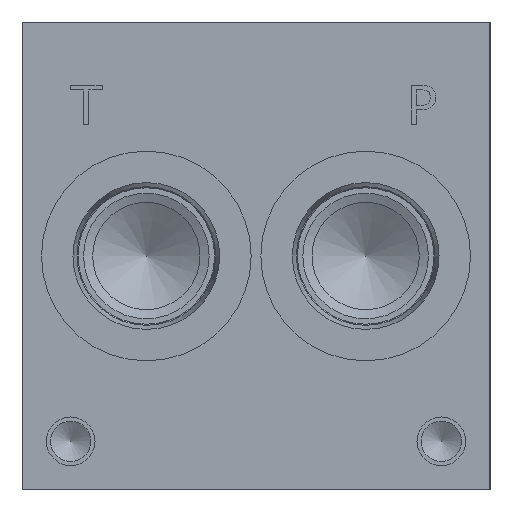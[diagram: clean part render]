
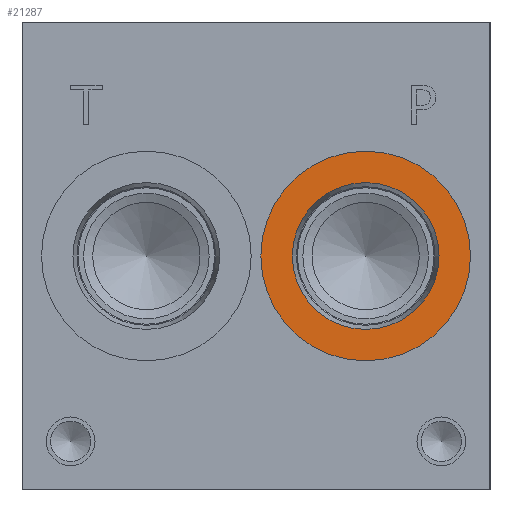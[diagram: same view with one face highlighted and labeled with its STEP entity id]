
A CAD part, left-side view. The second image highlights one B-rep face of the part: STEP entity #21287.
In plain terms, the highlighted planar face has unit normal (-1, 0, 0).
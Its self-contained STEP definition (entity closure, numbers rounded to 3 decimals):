
#708=CIRCLE('',#22551,17.069);
#709=CIRCLE('',#22552,17.069);
#710=CIRCLE('',#22554,11.951);
#711=CIRCLE('',#22555,11.951);
#1214=FACE_BOUND('',#4037,.T.);
#1827=PLANE('',#22553);
#2779=FACE_OUTER_BOUND('',#4036,.T.);
#4036=EDGE_LOOP('',(#18349,#18350));
#4037=EDGE_LOOP('',(#18351,#18352));
#10060=VERTEX_POINT('',#36186);
#10061=VERTEX_POINT('',#36188);
#10062=VERTEX_POINT('',#36192);
#10063=VERTEX_POINT('',#36193);
#12941=EDGE_CURVE('',#10060,#10061,#708,.T.);
#12942=EDGE_CURVE('',#10061,#10060,#709,.T.);
#12943=EDGE_CURVE('',#10062,#10063,#710,.T.);
#12944=EDGE_CURVE('',#10063,#10062,#711,.T.);
#18349=ORIENTED_EDGE('',*,*,#12942,.F.);
#18350=ORIENTED_EDGE('',*,*,#12941,.F.);
#18351=ORIENTED_EDGE('',*,*,#12943,.T.);
#18352=ORIENTED_EDGE('',*,*,#12944,.T.);
#21287=ADVANCED_FACE('',(#2779,#1214),#1827,.F.);
#22551=AXIS2_PLACEMENT_3D('',#36189,#26843,#26844);
#22552=AXIS2_PLACEMENT_3D('',#36190,#26845,#26846);
#22553=AXIS2_PLACEMENT_3D('',#36191,#26847,#26848);
#22554=AXIS2_PLACEMENT_3D('',#36194,#26849,#26850);
#22555=AXIS2_PLACEMENT_3D('',#36195,#26851,#26852);
#26843=DIRECTION('center_axis',(1.,0.,0.));
#26844=DIRECTION('ref_axis',(0.,0.,-1.));
#26845=DIRECTION('center_axis',(1.,0.,0.));
#26846=DIRECTION('ref_axis',(0.,0.,-1.));
#26847=DIRECTION('center_axis',(1.,0.,0.));
#26848=DIRECTION('ref_axis',(0.,0.,-1.));
#26849=DIRECTION('center_axis',(1.,0.,0.));
#26850=DIRECTION('ref_axis',(0.,0.,-1.));
#26851=DIRECTION('center_axis',(1.,0.,0.));
#26852=DIRECTION('ref_axis',(0.,0.,-1.));
#36186=CARTESIAN_POINT('',(0.787,20.244,21.031));
#36188=CARTESIAN_POINT('',(0.787,20.244,55.169));
#36189=CARTESIAN_POINT('Origin',(0.787,20.244,38.1));
#36190=CARTESIAN_POINT('Origin',(0.787,20.244,38.1));
#36191=CARTESIAN_POINT('Origin',(0.787,20.244,50.051));
#36192=CARTESIAN_POINT('',(0.787,20.244,50.051));
#36193=CARTESIAN_POINT('',(0.787,20.244,26.149));
#36194=CARTESIAN_POINT('Origin',(0.787,20.244,38.1));
#36195=CARTESIAN_POINT('Origin',(0.787,20.244,38.1));
